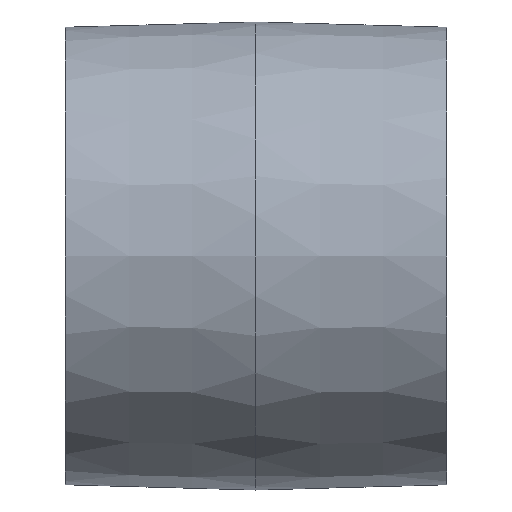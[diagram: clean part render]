
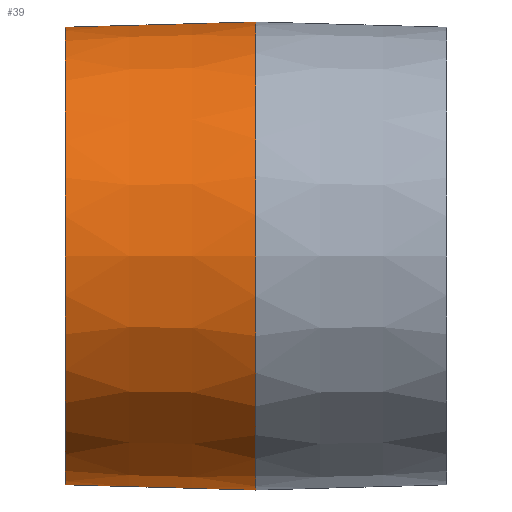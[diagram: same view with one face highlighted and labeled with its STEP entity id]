
A CAD part, front view. The second image highlights one B-rep face of the part: STEP entity #39.
In plain terms, the highlighted conical face has half-angle 1.571 degrees and reference radius 32.2 mm.
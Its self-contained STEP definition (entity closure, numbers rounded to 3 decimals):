
#39 = ADVANCED_FACE( '', ( #80, #81 ), #82, .T. );
#80 = FACE_BOUND( '', #123, .T. );
#81 = FACE_OUTER_BOUND( '', #124, .T. );
#82 = CONICAL_SURFACE( '', #125, 32.2, 0.027 );
#123 = EDGE_LOOP( '', ( #166 ) );
#124 = EDGE_LOOP( '', ( #167 ) );
#125 = AXIS2_PLACEMENT_3D( '', #168, #169, #170 );
#166 = ORIENTED_EDGE( '', *, *, #210, .T. );
#167 = ORIENTED_EDGE( '', *, *, #202, .F. );
#168 = CARTESIAN_POINT( '', ( -2.25, 0., 0. ) );
#169 = DIRECTION( '', ( 1., 0., 0. ) );
#170 = DIRECTION( '', ( 0., 1., 0. ) );
#202 = EDGE_CURVE( '', #220, #220, #221, .T. );
#210 = EDGE_CURVE( '', #233, #233, #234, .T. );
#220 = VERTEX_POINT( '', #247 );
#221 = CIRCLE( '', #248, 32.2 );
#233 = VERTEX_POINT( '', #260 );
#234 = CIRCLE( '', #261, 31.48 );
#247 = CARTESIAN_POINT( '', ( -2.25, 32.2, 0. ) );
#248 = AXIS2_PLACEMENT_3D( '', #273, #274, #275 );
#260 = CARTESIAN_POINT( '', ( -28.5, 31.48, 0. ) );
#261 = AXIS2_PLACEMENT_3D( '', #288, #289, #290 );
#273 = CARTESIAN_POINT( '', ( -2.25, 0., 0. ) );
#274 = DIRECTION( '', ( 1., 0., 0. ) );
#275 = DIRECTION( '', ( 0., 1., 0. ) );
#288 = CARTESIAN_POINT( '', ( -28.5, 0., 0. ) );
#289 = DIRECTION( '', ( 1., 0., 0. ) );
#290 = DIRECTION( '', ( 0., 1., 0. ) );
